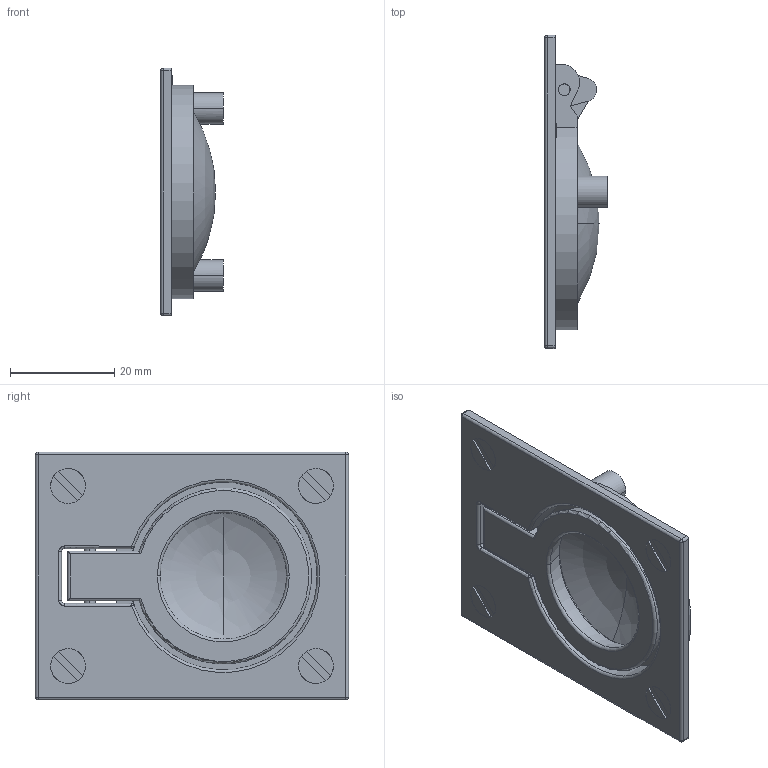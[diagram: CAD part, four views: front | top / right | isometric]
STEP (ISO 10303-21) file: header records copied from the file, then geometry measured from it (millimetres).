
FILE_DESCRIPTION(('Creo Elements/Direct Modeling STEP Export'),'2;1');
FILE_NAME('753-60.stp','2021-07-20T10:37:53',(''),(''),'Creo Elements/Direct Modeling STEP processor for AP214 (Solid Model)','Creo Elements/Direct Modeling 20.0 12-Nov-2016 (C) Parametric Technology GmbH','');
FILE_SCHEMA(('AUTOMOTIVE_DESIGN { 1 0 10303 214 1 1 1 1 }'));
Length unit declared in the file: millimetre
Products named in the file (4): Griffmuschel; Griffteil; Stift; 753-60
Assembly tree (3 placements, depth 2):
  753-60
    Stift
    Griffteil
    Griffmuschel
Bounding box: 12 x 60 x 47.5 mm (x, y, z)
Volume: 8645.5 mm3; surface area: 9779.3 mm2
Topology: 3 solids, 3 shells, 464 faces, 1311 edges, 861 vertices
Faces by surface type: plane 386, cylinder 49, torus 13, bspline 8, sphere 4, cone 4
Entity records: 15934 total; most frequent: CARTESIAN_POINT 3981, ORIENTED_EDGE 2606, DIRECTION 2224, EDGE_CURVE 1303, VECTOR 1112, LINE 1112, VERTEX_POINT 861, AXIS2_PLACEMENT_3D 556
